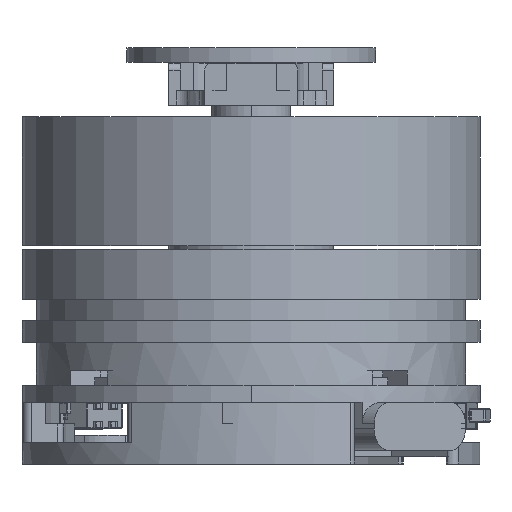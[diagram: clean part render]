
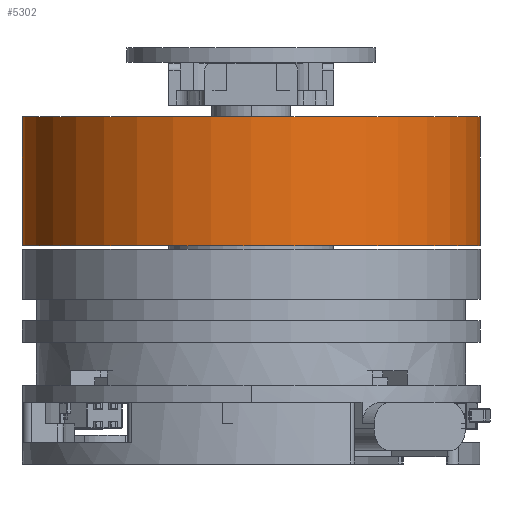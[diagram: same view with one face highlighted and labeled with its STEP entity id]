
A CAD part, front view. The second image highlights one B-rep face of the part: STEP entity #5302.
In plain terms, the highlighted cylindrical face has radius 16 mm (diameter 32 mm), a partial arc.
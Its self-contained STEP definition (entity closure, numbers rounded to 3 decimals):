
#4796=CARTESIAN_POINT('',(0.,0.,12.75));
#4797=DIRECTION('',(0.,0.,1.));
#4798=DIRECTION('',(-1.,0.,0.));
#4799=AXIS2_PLACEMENT_3D('',#4796,#4797,#4798);
#4908=DIRECTION('',(0.,0.,-1.));
#4909=VECTOR('',#4908,9.);
#4910=CARTESIAN_POINT('',(-16.,0.,12.75));
#4911=LINE('',#4910,#4909);
#4915=DIRECTION('',(0.,0.,-1.));
#4916=VECTOR('',#4915,9.);
#4917=CARTESIAN_POINT('',(16.,0.,12.75));
#4918=LINE('',#4917,#4916);
#4930=CARTESIAN_POINT('',(0.,0.,3.75));
#4931=DIRECTION('',(0.,0.,-1.));
#4932=DIRECTION('',(1.,0.,0.));
#4933=AXIS2_PLACEMENT_3D('',#4930,#4931,#4932);
#5160=CARTESIAN_POINT('',(16.,0.,12.75));
#5161=CARTESIAN_POINT('',(16.,0.,3.75));
#5162=VERTEX_POINT('',#5160);
#5163=VERTEX_POINT('',#5161);
#5164=CARTESIAN_POINT('',(-16.,0.,3.75));
#5165=VERTEX_POINT('',#5164);
#5166=CARTESIAN_POINT('',(-16.,0.,12.75));
#5167=VERTEX_POINT('',#5166);
#5288=CARTESIAN_POINT('',(0.,0.,12.75));
#5289=DIRECTION('',(0.,0.,-1.));
#5290=DIRECTION('',(1.,0.,0.));
#5291=AXIS2_PLACEMENT_3D('',#5288,#5289,#5290);
#5292=CYLINDRICAL_SURFACE('',#5291,16.);
#5294=ORIENTED_EDGE('',*,*,#5293,.T.);
#5296=ORIENTED_EDGE('',*,*,#5295,.T.);
#5298=ORIENTED_EDGE('',*,*,#5297,.F.);
#5299=ORIENTED_EDGE('',*,*,#5247,.T.);
#5300=EDGE_LOOP('',(#5294,#5296,#5298,#5299));
#5301=FACE_OUTER_BOUND('',#5300,.F.);
#4800=CIRCLE('',#4799,16.);
#4934=CIRCLE('',#4933,16.);
#5247=EDGE_CURVE('',#5167,#5162,#4800,.T.);
#5293=EDGE_CURVE('',#5162,#5163,#4918,.T.);
#5295=EDGE_CURVE('',#5163,#5165,#4934,.T.);
#5297=EDGE_CURVE('',#5167,#5165,#4911,.T.);
#5302=ADVANCED_FACE('',(#5301),#5292,.T.);
